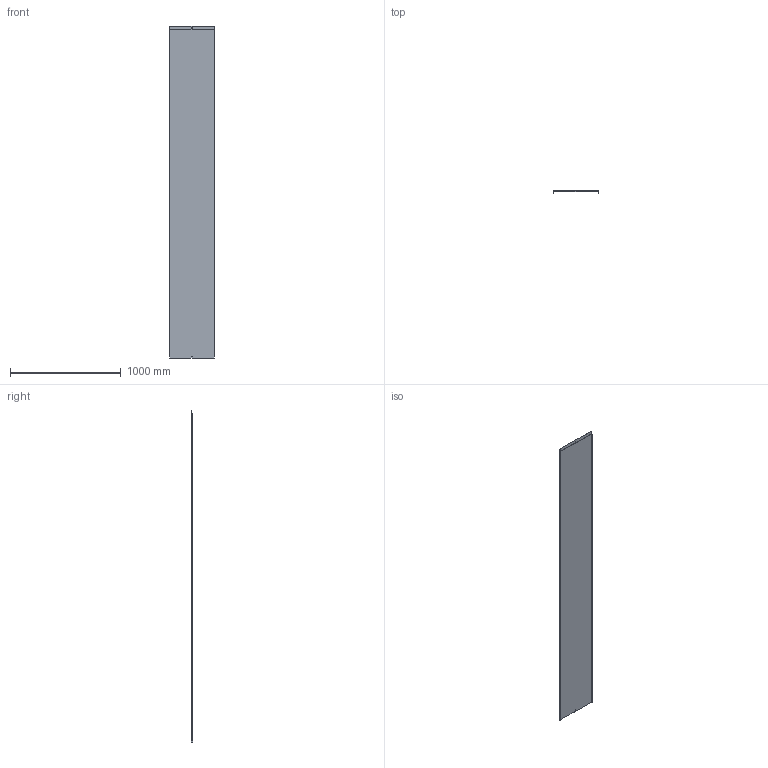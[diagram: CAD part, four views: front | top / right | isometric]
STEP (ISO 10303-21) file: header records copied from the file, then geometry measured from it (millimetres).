
FILE_DESCRIPTION (( 'STEP AP203' ), '1' );
FILE_NAME ('Êðûøêà íà ïðÿìîé ýëåìåíò_35526.STEP', '2012-11-09T08:44:44', ( 'Àñååâ' ), ( '' ), 'SwSTEP 2.0', 'SolidWorks 2012', '' );
FILE_SCHEMA (( 'CONFIG_CONTROL_DESIGN' ));
Length unit declared in the file: millimetre
Products named in the file (1): Êðûøêà íà ïðÿìîé ýëåìåíò_35526
Bounding box: 402.8 x 15.4 x 2999 mm (x, y, z)
Volume: 901585.1 mm3; surface area: 2579622 mm2
Topology: 1 solids, 1 shells, 28 faces, 69 edges, 43 vertices
Faces by surface type: plane 26, cylinder 2
Full cylindrical faces by diameter (mm): 5 x1, 7 x1
Entity records: 871 total; most frequent: CARTESIAN_POINT 137, ORIENTED_EDGE 132, DIRECTION 128, EDGE_CURVE 66, LINE 62, VECTOR 62, VERTEX_POINT 42, EDGE_LOOP 34
